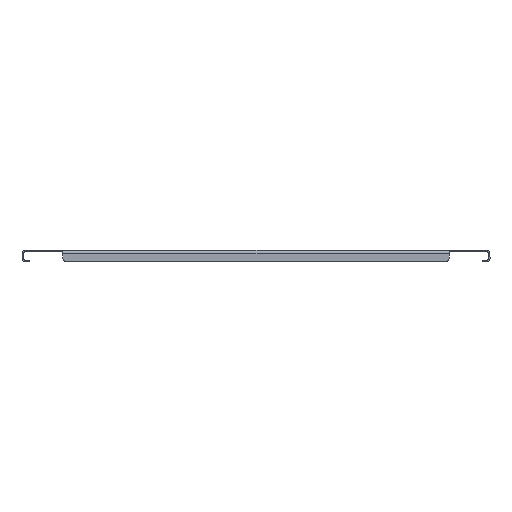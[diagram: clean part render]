
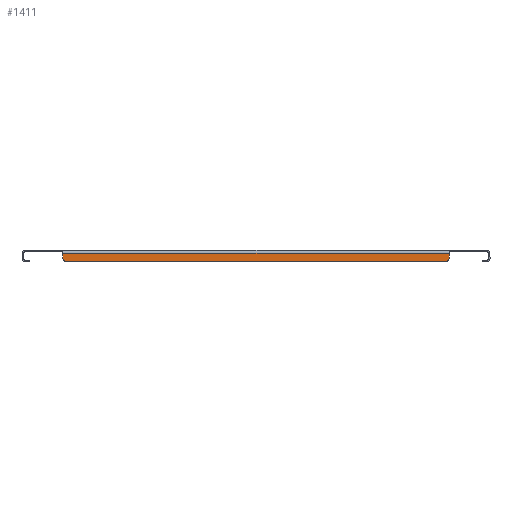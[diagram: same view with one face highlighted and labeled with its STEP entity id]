
A CAD part, left-side view. The second image highlights one B-rep face of the part: STEP entity #1411.
In plain terms, the highlighted planar face has unit normal (-1, 0, 0).
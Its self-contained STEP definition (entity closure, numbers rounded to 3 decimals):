
#47 = VERTEX_POINT ( 'NONE', #1664 ) ;
#146 = VECTOR ( 'NONE', #2688, 1000. ) ;
#190 = VECTOR ( 'NONE', #962, 1000. ) ;
#220 = DIRECTION ( 'NONE',  ( 0., 1., 0. ) ) ;
#377 = DIRECTION ( 'NONE',  ( -1., 0., 0. ) ) ;
#418 = LINE ( 'NONE', #1057, #748 ) ;
#513 = VERTEX_POINT ( 'NONE', #1445 ) ;
#551 = ORIENTED_EDGE ( 'NONE', *, *, #1730, .T. ) ;
#606 = DIRECTION ( 'NONE',  ( 0., 0., -1. ) ) ;
#652 = EDGE_CURVE ( 'NONE', #513, #2390, #1343, .T. ) ;
#748 = VECTOR ( 'NONE', #606, 1000. ) ;
#785 = CARTESIAN_POINT ( 'NONE',  ( -249.5, -242., -9. ) ) ;
#801 = DIRECTION ( 'NONE',  ( 0., 0., -1. ) ) ;
#807 = ORIENTED_EDGE ( 'NONE', *, *, #1891, .T. ) ;
#814 = CARTESIAN_POINT ( 'NONE',  ( -249.5, -248., -15. ) ) ;
#844 = CARTESIAN_POINT ( 'NONE',  ( -249.5, -300., -15. ) ) ;
#962 = DIRECTION ( 'NONE',  ( 0., -1., 0. ) ) ;
#971 = VERTEX_POINT ( 'NONE', #2123 ) ;
#1013 = DIRECTION ( 'NONE',  ( 0., 0., -1. ) ) ;
#1025 = CARTESIAN_POINT ( 'NONE',  ( -249.5, 0., 0. ) ) ;
#1049 = VECTOR ( 'NONE', #220, 1000. ) ;
#1057 = CARTESIAN_POINT ( 'NONE',  ( -249.5, 248., -15. ) ) ;
#1093 = CARTESIAN_POINT ( 'NONE',  ( -249.5, 248., -9. ) ) ;
#1157 = ORIENTED_EDGE ( 'NONE', *, *, #2944, .T. ) ;
#1343 = LINE ( 'NONE', #844, #1049 ) ;
#1411 = ADVANCED_FACE ( 'NONE', ( #2187 ), #2219, .F. ) ;
#1445 = CARTESIAN_POINT ( 'NONE',  ( -249.5, -242., -15. ) ) ;
#1597 = CIRCLE ( 'NONE', #2125, 6. ) ;
#1664 = CARTESIAN_POINT ( 'NONE',  ( -249.5, 248., -4. ) ) ;
#1699 = AXIS2_PLACEMENT_3D ( 'NONE', #1025, #2249, #2237 ) ;
#1730 = EDGE_CURVE ( 'NONE', #513, #2520, #2675, .T. ) ;
#1788 = AXIS2_PLACEMENT_3D ( 'NONE', #785, #2584, #1013 ) ;
#1841 = ORIENTED_EDGE ( 'NONE', *, *, #2693, .F. ) ;
#1891 = EDGE_CURVE ( 'NONE', #2725, #2390, #1597, .T. ) ;
#2095 = ORIENTED_EDGE ( 'NONE', *, *, #2297, .T. ) ;
#2123 = CARTESIAN_POINT ( 'NONE',  ( -249.5, -248., -4. ) ) ;
#2125 = AXIS2_PLACEMENT_3D ( 'NONE', #2720, #377, #801 ) ;
#2187 = FACE_OUTER_BOUND ( 'NONE', #2350, .T. ) ;
#2219 = PLANE ( 'NONE',  #1699 ) ;
#2237 = DIRECTION ( 'NONE',  ( 0., 0., -1. ) ) ;
#2249 = DIRECTION ( 'NONE',  ( 1., 0., 0. ) ) ;
#2297 = EDGE_CURVE ( 'NONE', #47, #2725, #418, .T. ) ;
#2310 = CARTESIAN_POINT ( 'NONE',  ( -249.5, 242., -15. ) ) ;
#2350 = EDGE_LOOP ( 'NONE', ( #2843, #551, #1157, #1841, #2095, #807 ) ) ;
#2390 = VERTEX_POINT ( 'NONE', #2310 ) ;
#2520 = VERTEX_POINT ( 'NONE', #2574 ) ;
#2574 = CARTESIAN_POINT ( 'NONE',  ( -249.5, -248., -9. ) ) ;
#2584 = DIRECTION ( 'NONE',  ( -1., 0., 0. ) ) ;
#2645 = CARTESIAN_POINT ( 'NONE',  ( -249.5, -300., -4. ) ) ;
#2675 = CIRCLE ( 'NONE', #1788, 6. ) ;
#2688 = DIRECTION ( 'NONE',  ( 0., 0., 1. ) ) ;
#2693 = EDGE_CURVE ( 'NONE', #47, #971, #2871, .T. ) ;
#2720 = CARTESIAN_POINT ( 'NONE',  ( -249.5, 242., -9. ) ) ;
#2725 = VERTEX_POINT ( 'NONE', #1093 ) ;
#2843 = ORIENTED_EDGE ( 'NONE', *, *, #652, .F. ) ;
#2871 = LINE ( 'NONE', #2645, #190 ) ;
#2944 = EDGE_CURVE ( 'NONE', #2520, #971, #2962, .T. ) ;
#2962 = LINE ( 'NONE', #814, #146 ) ;
